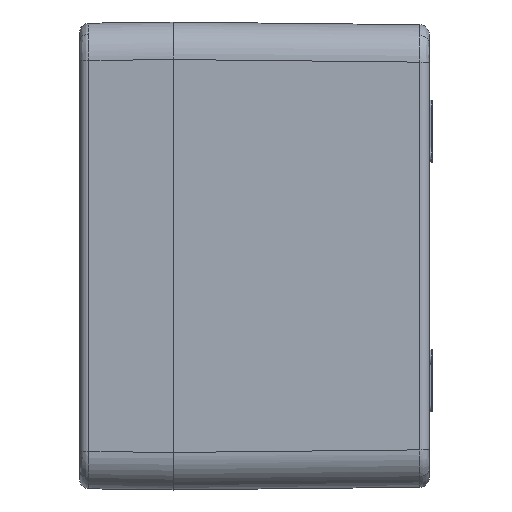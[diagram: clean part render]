
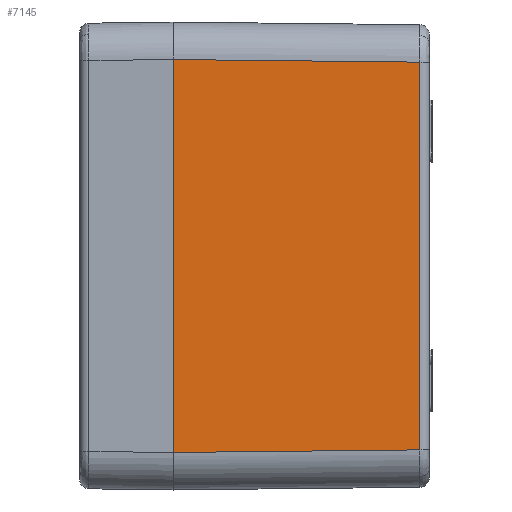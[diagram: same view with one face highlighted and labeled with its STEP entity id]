
A CAD part, left-side view. The second image highlights one B-rep face of the part: STEP entity #7145.
In plain terms, the highlighted planar face has unit normal (-1, -0.011, 0).
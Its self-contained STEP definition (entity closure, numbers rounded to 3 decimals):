
#1584 = VERTEX_POINT ( 'NONE', #12198 ) ;
#6774 = EDGE_CURVE ( 'NONE', #6775, #6776, #15854, .T. ) ;
#6775 = VERTEX_POINT ( 'NONE', #15850 ) ;
#6776 = VERTEX_POINT ( 'NONE', #15849 ) ;
#7127 = ORIENTED_EDGE ( 'NONE', *, *, #6774, .T. ) ;
#7145 = ADVANCED_FACE ( 'NONE', ( #16807 ), #16805, .T. ) ;
#7146 = EDGE_LOOP ( 'NONE', ( #7147, #7150, #7152, #7127 ) ) ;
#7147 = ORIENTED_EDGE ( 'NONE', *, *, #7148, .T. ) ;
#7148 = EDGE_CURVE ( 'NONE', #6776, #7149, #16806, .T. ) ;
#7149 = VERTEX_POINT ( 'NONE', #16797 ) ;
#7150 = ORIENTED_EDGE ( 'NONE', *, *, #7151, .T. ) ;
#7151 = EDGE_CURVE ( 'NONE', #7149, #1584, #16796, .T. ) ;
#7152 = ORIENTED_EDGE ( 'NONE', *, *, #7153, .T. ) ;
#7153 = EDGE_CURVE ( 'NONE', #1584, #6775, #16792, .T. ) ;
#12198 = CARTESIAN_POINT ( 'NONE',  ( -114.568, -39.216, 31.069 ) ) ;
#15849 = CARTESIAN_POINT ( 'NONE',  ( -114.982, 0.3, -31.483 ) ) ;
#15850 = CARTESIAN_POINT ( 'NONE',  ( -114.982, 0.3, 31.483 ) ) ;
#15851 = DIRECTION ( 'NONE',  ( 0., 0., -1. ) ) ;
#15852 = VECTOR ( 'NONE', #15851, 1000. ) ;
#15853 = CARTESIAN_POINT ( 'NONE',  ( -114.982, 0.3, -37.5 ) ) ;
#15854 = LINE ( 'NONE', #15853, #15852 ) ;
#16792 = LINE ( 'NONE', #16856, #16855 ) ;
#16793 = DIRECTION ( 'NONE',  ( 0., 0., 1. ) ) ;
#16794 = VECTOR ( 'NONE', #16793, 1000. ) ;
#16795 = CARTESIAN_POINT ( 'NONE',  ( -114.568, -39.216, 31.053 ) ) ;
#16796 = LINE ( 'NONE', #16795, #16794 ) ;
#16797 = CARTESIAN_POINT ( 'NONE',  ( -114.568, -39.216, -31.069 ) ) ;
#16798 = DIRECTION ( 'NONE',  ( 0.01, -1., 0.01 ) ) ;
#16799 = VECTOR ( 'NONE', #16798, 1000. ) ;
#16800 = CARTESIAN_POINT ( 'NONE',  ( -115.001, 2.063, -31.501 ) ) ;
#16801 = DIRECTION ( 'NONE',  ( 0.01, -1., 0. ) ) ;
#16802 = DIRECTION ( 'NONE',  ( -1., -0.01, 0. ) ) ;
#16803 = CARTESIAN_POINT ( 'NONE',  ( -115., 2., -37.5 ) ) ;
#16804 = AXIS2_PLACEMENT_3D ( 'NONE', #16803, #16802, #16801 ) ;
#16805 = PLANE ( 'NONE',  #16804 ) ;
#16806 = LINE ( 'NONE', #16800, #16799 ) ;
#16807 = FACE_OUTER_BOUND ( 'NONE', #7146, .T. ) ;
#16854 = DIRECTION ( 'NONE',  ( -0.01, 1., 0.01 ) ) ;
#16855 = VECTOR ( 'NONE', #16854, 1000. ) ;
#16856 = CARTESIAN_POINT ( 'NONE',  ( -114.992, 1.278, 31.493 ) ) ;
